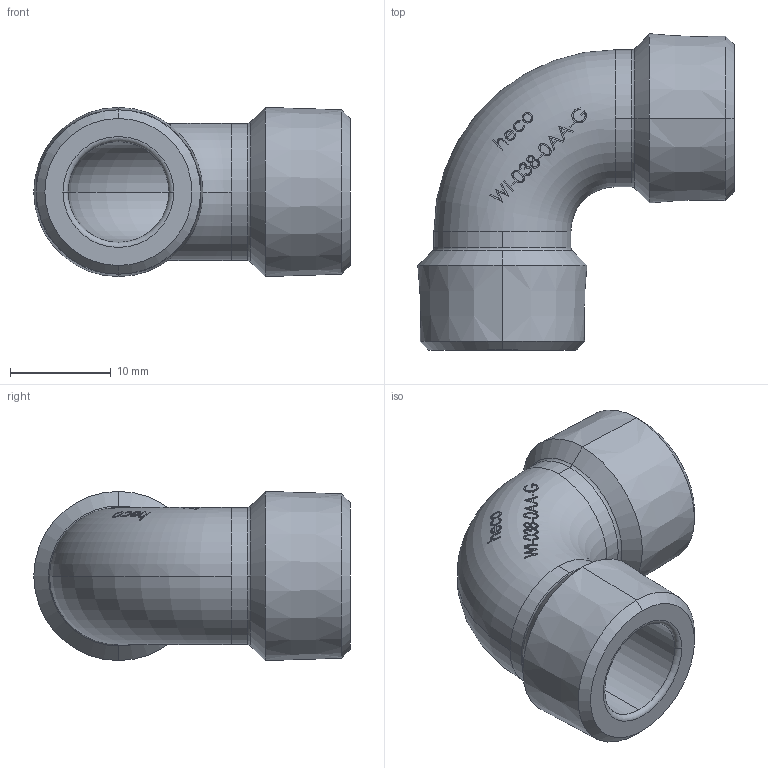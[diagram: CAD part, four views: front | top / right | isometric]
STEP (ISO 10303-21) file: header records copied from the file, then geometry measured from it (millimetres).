
FILE_DESCRIPTION (( 'STEP AP214' ), '1' );
FILE_NAME ('WI-038-0AA-x Winkel 1806.STEP', '2018-06-12T11:58:20', ( '' ), ( '' ), 'SwSTEP 2.0', 'SolidWorks 2016', '' );
FILE_SCHEMA (( 'AUTOMOTIVE_DESIGN' ));
Length unit declared in the file: millimetre
Products named in the file (1): WI-038-0AA-x Winkel 1806
Bounding box: 31.39 x 31.39 x 16.79 mm (x, y, z)
Volume: 3990.4 mm3; surface area: 3483.5 mm2
Topology: 1 solids, 1 shells, 222 faces, 574 edges, 378 vertices
Faces by surface type: bspline 93, plane 73, torus 36, cone 12, cylinder 8
Entity records: 13559 total; most frequent: CARTESIAN_POINT 6983, ORIENTED_EDGE 1148, EDGE_CURVE 574, DIRECTION 568, VERTEX_POINT 378, B_SPLINE_CURVE_WITH_KNOTS 328, EDGE_LOOP 248, ADVANCED_FACE 222
